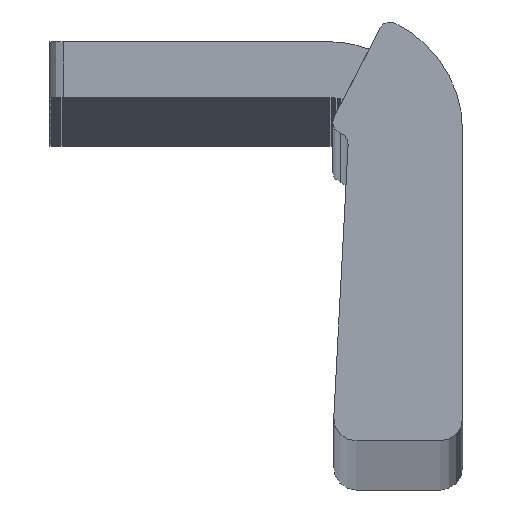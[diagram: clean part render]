
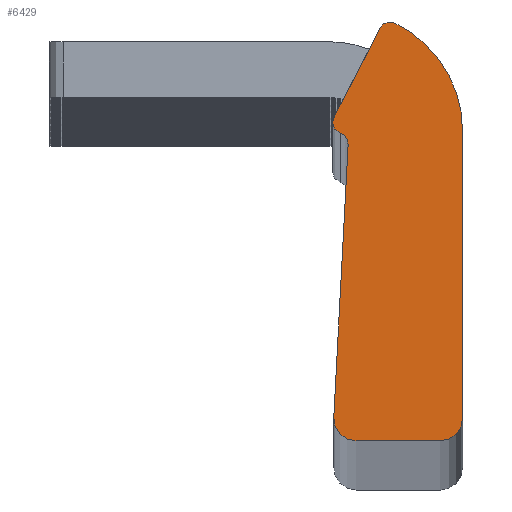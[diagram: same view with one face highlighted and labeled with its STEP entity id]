
A CAD part, top view. The second image highlights one B-rep face of the part: STEP entity #6429.
In plain terms, the highlighted planar face has unit normal (0, 0, 1).
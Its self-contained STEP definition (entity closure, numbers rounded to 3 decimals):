
#154=CARTESIAN_POINT('',(-22.353,116.416,10090.0));
#155=VERTEX_POINT('',#154);
#164=CARTESIAN_POINT('',(-6.169,147.744,10090.0));
#165=VERTEX_POINT('',#164);
#166=CARTESIAN_POINT('',(-6.169,147.744,10090.0));
#167=DIRECTION('',(-0.459,-0.888,0.0));
#168=VECTOR('',#167,35.261);
#169=LINE('',#166,#168);
#170=EDGE_CURVE('',#165,#155,#169,.T.);
#6345=CARTESIAN_POINT('',(2.044,65.915,10090.0));
#6346=DIRECTION('',(0.0,0.0,1.0));
#6347=DIRECTION('',(1.0,0.0,0.0));
#6348=AXIS2_PLACEMENT_3D('',#6345,#6346,#6347);
#6349=PLANE('',#6348);
#6350=CARTESIAN_POINT('',(-20.367,110.185,10090.0));
#6351=VERTEX_POINT('',#6350);
#6352=CARTESIAN_POINT('',(-19.165,114.,10090.0));
#6353=DIRECTION('',(0.0,0.0,-1.0));
#6354=DIRECTION('',(0.301,0.954,0.0));
#6355=AXIS2_PLACEMENT_3D('',#6352,#6353,#6354);
#6356=CIRCLE('',#6355,4.0);
#6357=EDGE_CURVE('',#6351,#155,#6356,.T.);
#6358=ORIENTED_EDGE('',*,*,#6357,.F.);
#6359=CARTESIAN_POINT('',(-17.575,106.16,10090.0));
#6360=VERTEX_POINT('',#6359);
#6361=CARTESIAN_POINT('',(-21.569,106.37,10090.0));
#6362=DIRECTION('',(0.0,0.0,1.0));
#6363=DIRECTION('',(-0.999,0.053,0.0));
#6364=AXIS2_PLACEMENT_3D('',#6361,#6362,#6363);
#6365=CIRCLE('',#6364,4.0);
#6366=EDGE_CURVE('',#6360,#6351,#6365,.T.);
#6367=ORIENTED_EDGE('',*,*,#6366,.F.);
#6368=CARTESIAN_POINT('',(-22.721,8.421,10090.0));
#6369=VERTEX_POINT('',#6368);
#6370=CARTESIAN_POINT('',(-22.721,8.421,10090.0));
#6371=DIRECTION('',(0.053,0.999,0.0));
#6372=VECTOR('',#6371,97.874);
#6373=LINE('',#6370,#6372);
#6374=EDGE_CURVE('',#6369,#6360,#6373,.T.);
#6375=ORIENTED_EDGE('',*,*,#6374,.F.);
#6376=CARTESIAN_POINT('',(-14.732,0.0,10090.0));
#6377=VERTEX_POINT('',#6376);
#6378=CARTESIAN_POINT('',(-14.732,8.,10090.0));
#6379=DIRECTION('',(0.0,0.0,-1.0));
#6380=DIRECTION('',(-0.999,0.053,0.0));
#6381=AXIS2_PLACEMENT_3D('',#6378,#6379,#6380);
#6382=CIRCLE('',#6381,8.0);
#6383=EDGE_CURVE('',#6377,#6369,#6382,.T.);
#6384=ORIENTED_EDGE('',*,*,#6383,.F.);
#6385=CARTESIAN_POINT('',(15.431,0.0,10090.0));
#6386=VERTEX_POINT('',#6385);
#6387=CARTESIAN_POINT('',(15.431,0.0,10090.0));
#6388=DIRECTION('',(-1.0,0.0,0.0));
#6389=VECTOR('',#6388,30.162);
#6390=LINE('',#6387,#6389);
#6391=EDGE_CURVE('',#6386,#6377,#6390,.T.);
#6392=ORIENTED_EDGE('',*,*,#6391,.F.);
#6393=CARTESIAN_POINT('',(23.431,8.,10090.0));
#6394=VERTEX_POINT('',#6393);
#6395=CARTESIAN_POINT('',(15.431,8.,10090.0));
#6396=DIRECTION('',(0.0,0.0,-1.0));
#6397=DIRECTION('',(0.0,-1.0,0.0));
#6398=AXIS2_PLACEMENT_3D('',#6395,#6396,#6397);
#6399=CIRCLE('',#6398,8.);
#6400=EDGE_CURVE('',#6394,#6386,#6399,.T.);
#6401=ORIENTED_EDGE('',*,*,#6400,.F.);
#6402=CARTESIAN_POINT('',(23.431,110.9,10090.0));
#6403=VERTEX_POINT('',#6402);
#6404=CARTESIAN_POINT('',(23.431,110.9,10090.0));
#6405=DIRECTION('',(0.0,-1.0,0.0));
#6406=VECTOR('',#6405,102.9);
#6407=LINE('',#6404,#6406);
#6408=EDGE_CURVE('',#6403,#6394,#6407,.T.);
#6409=ORIENTED_EDGE('',*,*,#6408,.F.);
#6410=CARTESIAN_POINT('',(-0.826,149.6,10090.0));
#6411=VERTEX_POINT('',#6410);
#6412=CARTESIAN_POINT('',(-19.569,110.9,10090.0));
#6413=DIRECTION('',(0.0,0.0,-1.0));
#6414=DIRECTION('',(1.0,0.0,0.0));
#6415=AXIS2_PLACEMENT_3D('',#6412,#6413,#6414);
#6416=CIRCLE('',#6415,43.0);
#6417=EDGE_CURVE('',#6411,#6403,#6416,.T.);
#6418=ORIENTED_EDGE('',*,*,#6417,.F.);
#6419=CARTESIAN_POINT('',(-2.569,146.,10090.0));
#6420=DIRECTION('',(0.0,0.0,-1.0));
#6421=DIRECTION('',(0.436,0.9,0.0));
#6422=AXIS2_PLACEMENT_3D('',#6419,#6420,#6421);
#6423=CIRCLE('',#6422,4.);
#6424=EDGE_CURVE('',#165,#6411,#6423,.T.);
#6425=ORIENTED_EDGE('',*,*,#6424,.F.);
#6426=ORIENTED_EDGE('',*,*,#170,.T.);
#6427=EDGE_LOOP('',(#6358,#6367,#6375,#6384,#6392,#6401,#6409,#6418,#6425,#6426));
#6428=FACE_OUTER_BOUND('',#6427,.T.);
#6429=ADVANCED_FACE('',(#6428),#6349,.T.);
